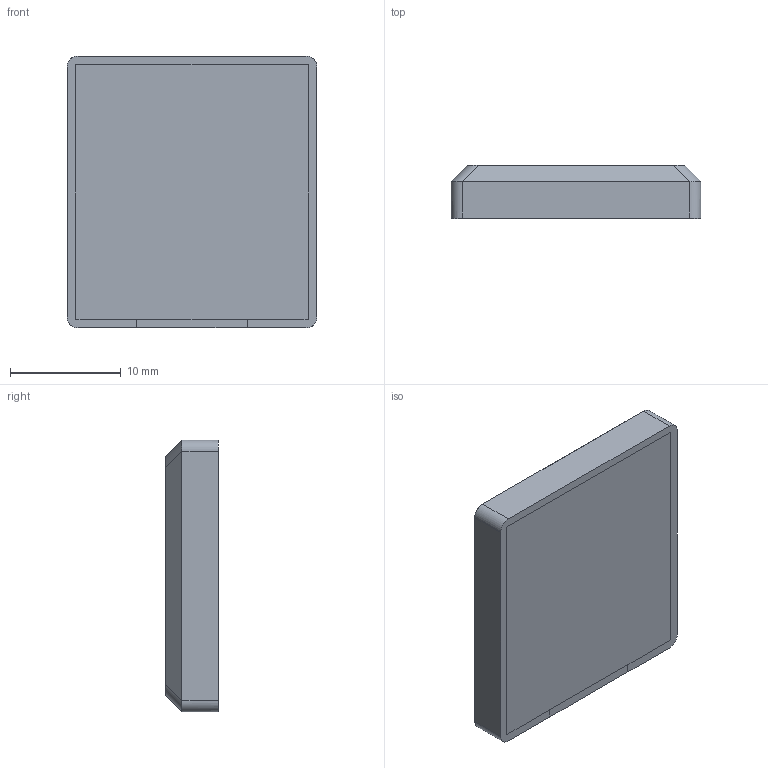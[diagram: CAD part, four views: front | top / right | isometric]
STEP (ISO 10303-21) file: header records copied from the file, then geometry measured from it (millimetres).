
FILE_DESCRIPTION(/* description */ ('STEP AP214'),/* implementation_level */ '2;1');
FILE_NAME(/* name */ 'uSPa44.stp',/* time_stamp */ '2024-07-16T09:52:35+09:00',/* author */ ('kolin'),/* organization */ (''),/* preprocessor_version */ 'ST-DEVELOPER v20',/* originating_system */ 'Autodesk Inventor 2025',/* authorisation */ '');
FILE_SCHEMA (('AUTOMOTIVE_DESIGN { 1 0 10303 214 3 1 1 }'));
Length unit declared in the file: millimetre
Products named in the file (1): Bump2.0 assembly
Bounding box: 22.6 x 4.76 x 24.6 mm (x, y, z)
Volume: 2546 mm3; surface area: 1467.8 mm2
Topology: 1 solids, 1 shells, 20 faces, 59 edges, 41 vertices
Faces by surface type: plane 11, cylinder 8, bspline 1
Entity records: 1243 total; most frequent: CARTESIAN_POINT 648, ORIENTED_EDGE 118, DIRECTION 109, EDGE_CURVE 59, VERTEX_POINT 41, LINE 37, VECTOR 37, AXIS2_PLACEMENT_3D 36
